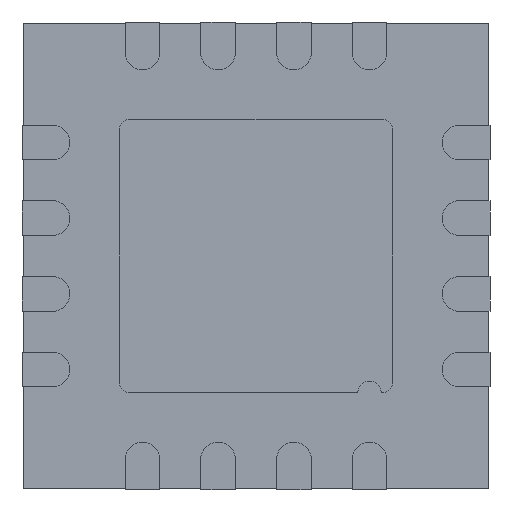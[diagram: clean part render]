
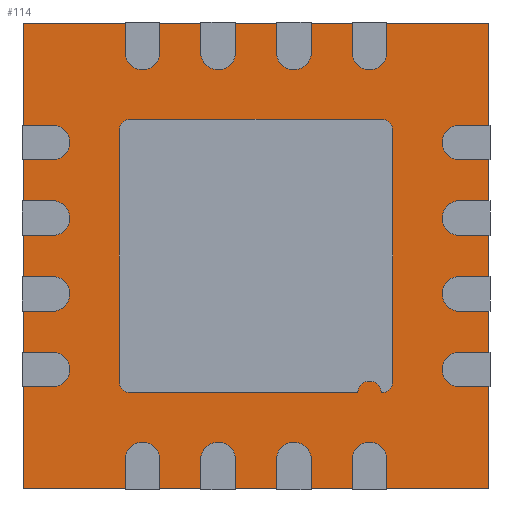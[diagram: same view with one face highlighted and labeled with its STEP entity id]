
A CAD part, front view. The second image highlights one B-rep face of the part: STEP entity #114.
In plain terms, the highlighted planar face has unit normal (0, -1, 0).
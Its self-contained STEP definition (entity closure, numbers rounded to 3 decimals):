
#4 = DIRECTION ( 'NONE',  ( 1., 0., 0. ) ) ;
#9 = ORIENTED_EDGE ( 'NONE', *, *, #696, .F. ) ;
#25 = VERTEX_POINT ( 'NONE', #242 ) ;
#65 = FACE_OUTER_BOUND ( 'NONE', #627, .T. ) ;
#68 = EDGE_CURVE ( 'NONE', #25, #491, #77, .T. ) ;
#77 = LINE ( 'NONE', #891, #647 ) ;
#79 = PLANE ( 'NONE',  #409 ) ;
#114 = ADVANCED_FACE ( 'NONE', ( #65 ), #79, .T. ) ;
#132 = EDGE_CURVE ( 'NONE', #386, #25, #934, .T. ) ;
#158 = DIRECTION ( 'NONE',  ( 0., -1., 0. ) ) ;
#190 = EDGE_CURVE ( 'NONE', #491, #899, #219, .T. ) ;
#204 = CARTESIAN_POINT ( 'NONE',  ( 2., 0., 2. ) ) ;
#209 = VECTOR ( 'NONE', #4, 1000. ) ;
#219 = LINE ( 'NONE', #267, #209 ) ;
#224 = DIRECTION ( 'NONE',  ( 0., 0., -1. ) ) ;
#242 = CARTESIAN_POINT ( 'NONE',  ( -2., 0., -2. ) ) ;
#267 = CARTESIAN_POINT ( 'NONE',  ( -2., 0., 2. ) ) ;
#364 = CARTESIAN_POINT ( 'NONE',  ( -2., 0., 2. ) ) ;
#386 = VERTEX_POINT ( 'NONE', #460 ) ;
#409 = AXIS2_PLACEMENT_3D ( 'NONE', #907, #158, #224 ) ;
#460 = CARTESIAN_POINT ( 'NONE',  ( 2., 0., -2. ) ) ;
#491 = VERTEX_POINT ( 'NONE', #364 ) ;
#531 = CARTESIAN_POINT ( 'NONE',  ( 2., 0., 2. ) ) ;
#581 = CARTESIAN_POINT ( 'NONE',  ( -2., 0., -2. ) ) ;
#627 = EDGE_LOOP ( 'NONE', ( #9, #923, #761, #1005 ) ) ;
#647 = VECTOR ( 'NONE', #845, 1000. ) ;
#648 = VECTOR ( 'NONE', #693, 1000. ) ;
#693 = DIRECTION ( 'NONE',  ( 0., 0., -1. ) ) ;
#696 = EDGE_CURVE ( 'NONE', #899, #386, #947, .T. ) ;
#761 = ORIENTED_EDGE ( 'NONE', *, *, #68, .F. ) ;
#845 = DIRECTION ( 'NONE',  ( 0., 0., 1. ) ) ;
#891 = CARTESIAN_POINT ( 'NONE',  ( -2., 0., 2. ) ) ;
#899 = VERTEX_POINT ( 'NONE', #204 ) ;
#907 = CARTESIAN_POINT ( 'NONE',  ( 0., 0., 0. ) ) ;
#923 = ORIENTED_EDGE ( 'NONE', *, *, #190, .F. ) ;
#934 = LINE ( 'NONE', #581, #1058 ) ;
#947 = LINE ( 'NONE', #531, #648 ) ;
#1005 = ORIENTED_EDGE ( 'NONE', *, *, #132, .F. ) ;
#1058 = VECTOR ( 'NONE', #1075, 1000. ) ;
#1075 = DIRECTION ( 'NONE',  ( -1., 0., 0. ) ) ;
